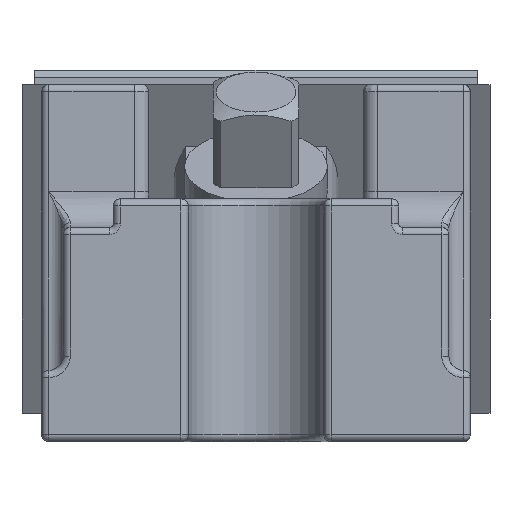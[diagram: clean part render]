
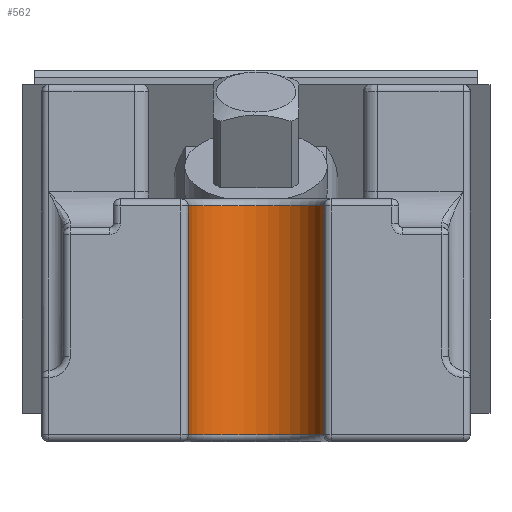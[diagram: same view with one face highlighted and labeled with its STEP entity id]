
A CAD part, left-side view. The second image highlights one B-rep face of the part: STEP entity #562.
In plain terms, the highlighted cylindrical face has radius 9.5 mm (diameter 19 mm), a partial arc.
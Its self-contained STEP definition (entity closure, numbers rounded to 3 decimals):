
#562=ADVANCED_FACE('',(#1012),#866,.F.);
#866=CYLINDRICAL_SURFACE('',#5665,9.5);
#1012=FACE_OUTER_BOUND('',#1296,.T.);
#1296=EDGE_LOOP('',(#2760,#2761,#2762,#2763));
#1791=LINE('',#8516,#2216);
#1793=LINE('',#8520,#2218);
#2216=VECTOR('',#6558,1.);
#2218=VECTOR('',#6562,1.);
#2760=ORIENTED_EDGE('',*,*,#4739,.F.);
#2761=ORIENTED_EDGE('',*,*,#4745,.T.);
#2762=ORIENTED_EDGE('',*,*,#4741,.T.);
#2763=ORIENTED_EDGE('',*,*,#4746,.T.);
#4210=VERTEX_POINT('',#8515);
#4211=VERTEX_POINT('',#8517);
#4212=VERTEX_POINT('',#8521);
#4213=VERTEX_POINT('',#8522);
#4739=EDGE_CURVE('',#4210,#4211,#1791,.T.);
#4741=EDGE_CURVE('',#4212,#4213,#1793,.T.);
#4745=EDGE_CURVE('',#4210,#4212,#5337,.T.);
#4746=EDGE_CURVE('',#4213,#4211,#5338,.T.);
#5337=CIRCLE('',#5663,9.5);
#5338=CIRCLE('',#5664,9.5);
#5663=AXIS2_PLACEMENT_3D('',#8529,#6568,#6569);
#5664=AXIS2_PLACEMENT_3D('',#8530,#6570,#6571);
#5665=AXIS2_PLACEMENT_3D('',#8531,#6572,#6573);
#6558=DIRECTION('',(0.,0.,1.));
#6562=DIRECTION('',(0.,0.,1.));
#6568=DIRECTION('',(0.,0.,-1.));
#6569=DIRECTION('',(-1.,0.,0.));
#6570=DIRECTION('',(0.,0.,1.));
#6571=DIRECTION('',(1.,0.,0.));
#6572=DIRECTION('',(0.,0.,1.));
#6573=DIRECTION('',(1.,0.,0.));
#8515=CARTESIAN_POINT('',(39.33,42.5,43.));
#8516=CARTESIAN_POINT('',(39.33,42.5,76.));
#8517=CARTESIAN_POINT('',(39.33,42.5,75.));
#8520=CARTESIAN_POINT('',(39.33,23.5,76.));
#8521=CARTESIAN_POINT('',(39.33,23.5,43.));
#8522=CARTESIAN_POINT('',(39.33,23.5,75.));
#8529=CARTESIAN_POINT('',(39.33,33.,43.));
#8530=CARTESIAN_POINT('',(39.33,33.,75.));
#8531=CARTESIAN_POINT('',(39.33,33.,76.));
